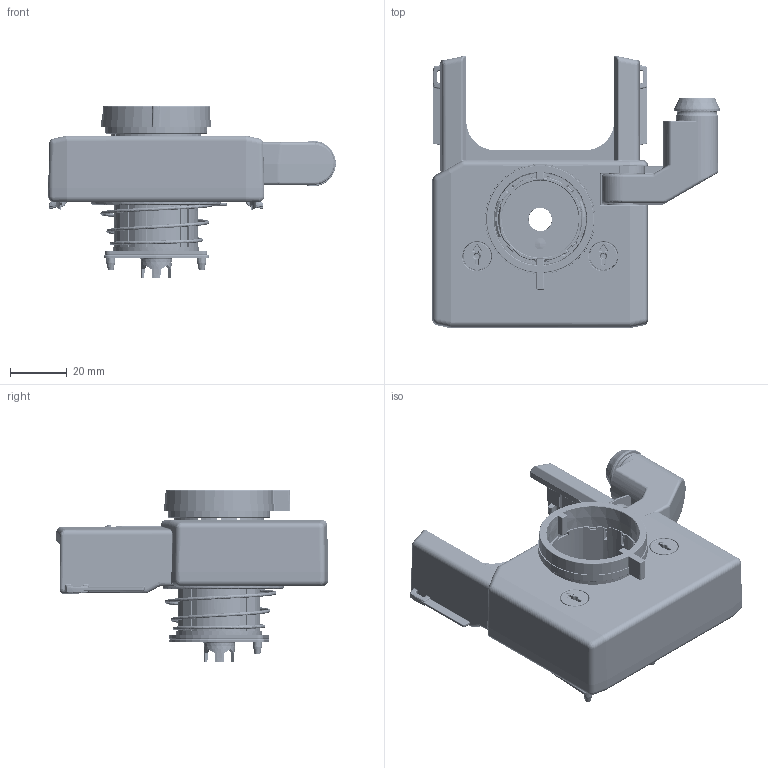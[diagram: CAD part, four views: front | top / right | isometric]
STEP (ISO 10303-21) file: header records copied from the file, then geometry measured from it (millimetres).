
FILE_DESCRIPTION(/* description */ (''),/* implementation_level */ '2;1');
FILE_NAME(/* name */ 'belimo_S2A_stp.stp',/* time_stamp */ '2022-01-07T17:42:15+01:00',/* author */ (''),/* organization */ ('BELIMO Automation AG'),/* preprocessor_version */ 'ST-DEVELOPER v16.7',/* originating_system */ 'SIEMENS PLM Software NX 1884',/* authorisation */ '');
FILE_SCHEMA (('AUTOMOTIVE_DESIGN { 1 0 10303 214 3 1 1 1 }'));
Products named in the file (1): areg5768C007clsu
Bounding box: 101.17 x 95.85 x 60.42 mm (x, y, z)
Volume: 32470.2 mm3; surface area: 69739 mm2
Topology: 16 solids, 19 shells, 7152 faces, 19790 edges, 12672 vertices
Faces by surface type: cylinder 2870, plane 2708, bspline 432, cone 430, extrusion 286, torus 243, sphere 109, revolution 74
Full cylindrical faces by diameter (mm): 1.2 x3, 3.1 x2, 4.25 x2, 7.66 x2, 9 x2
Entity records: 258473 total; most frequent: CARTESIAN_POINT 83625, ORIENTED_EDGE 39224, DIRECTION 33170, EDGE_CURVE 19622, VERTEX_POINT 12635, AXIS2_PLACEMENT_3D 11496, VECTOR 10104, LINE 9818
